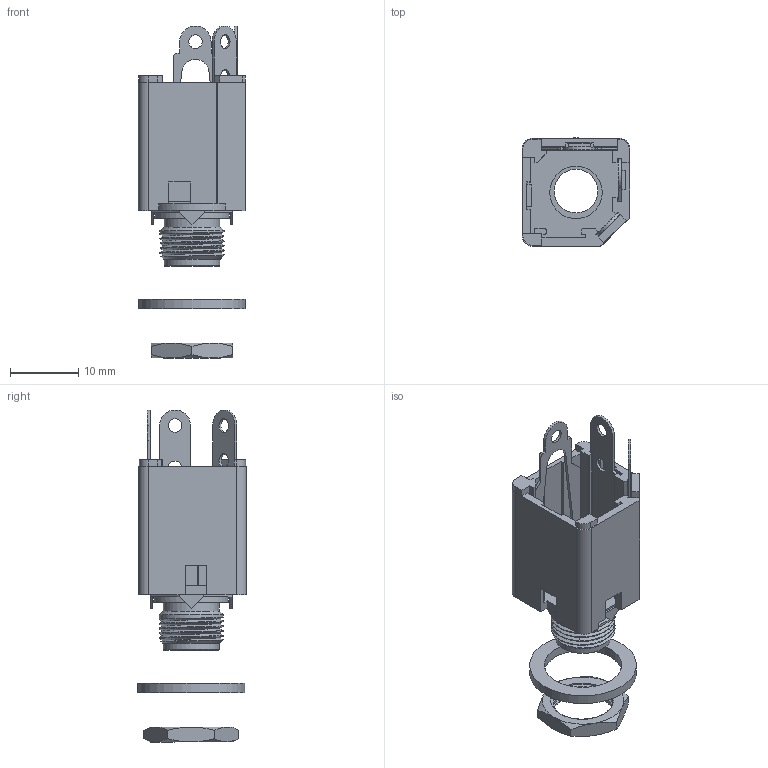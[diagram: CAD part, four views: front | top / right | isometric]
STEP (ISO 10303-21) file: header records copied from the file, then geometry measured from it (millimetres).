
FILE_DESCRIPTION((''),'2;1');
FILE_NAME('ACJS-MVS-2S.stp','2015-08-26T14:18:43',('minh'),(''),'Autodesk Inventor 2012','Autodesk Inventor 2012','');
FILE_SCHEMA(('AUTOMOTIVE_DESIGN { 1 0 10303 214 1 1 1 1 }'));
Length unit declared in the file: millimetre
Products named in the file (4): ACJS-MVS-2S; ACJS-LNS-2S; Washer 2; NUT
Assembly tree (3 placements, depth 2):
  ACJS-MVS-2S
    ACJS-LNS-2S
    Washer 2
    NUT
Bounding box: 15.8 x 15.95 x 48.75 mm (x, y, z)
Volume: 2152.3 mm3; surface area: 4662.1 mm2
Topology: 3 solids, 3 shells, 246 faces, 723 edges, 477 vertices
Faces by surface type: plane 176, cylinder 48, cone 16, bspline 6
Full cylindrical faces by diameter (mm): 2 x5, 6.43 x1, 7.7 x1, 8.2 x2, 8.8 x2, 11 x1, 11.4 x1, 15.7 x1
Entity records: 10487 total; most frequent: CARTESIAN_POINT 3969, ORIENTED_EDGE 1392, DIRECTION 1242, EDGE_CURVE 696, VECTOR 522, LINE 522, VERTEX_POINT 469, AXIS2_PLACEMENT_3D 360
